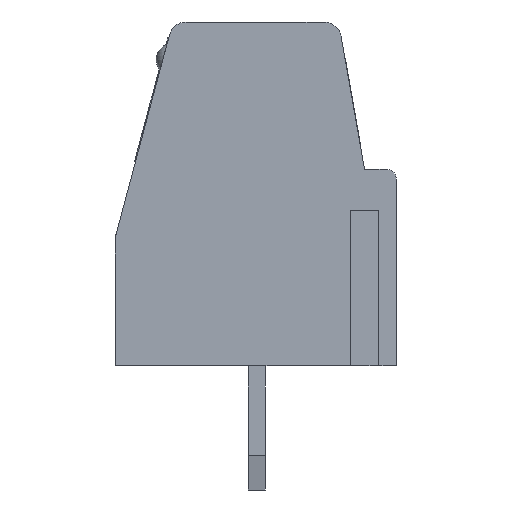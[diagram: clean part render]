
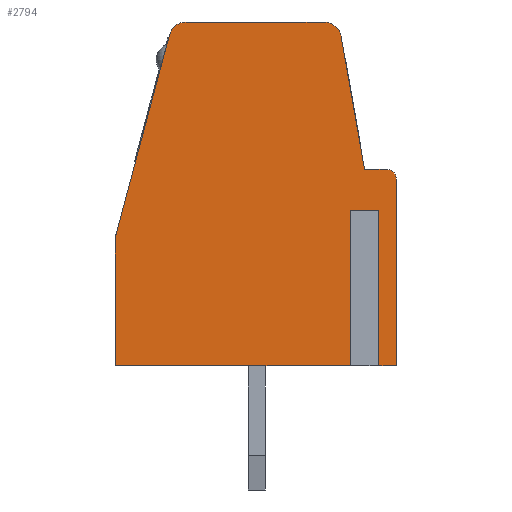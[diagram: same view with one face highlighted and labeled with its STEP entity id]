
A CAD part, left-side view. The second image highlights one B-rep face of the part: STEP entity #2794.
In plain terms, the highlighted planar face has unit normal (-1, 0, 0).
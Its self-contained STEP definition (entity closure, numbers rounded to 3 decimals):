
#2794=ADVANCED_FACE('',(#5174),#5175,.F.);
#5174=FACE_OUTER_BOUND('',#7908,.T.);
#5175=PLANE('',#7909);
#7908=EDGE_LOOP('',(#13158,#13159,#13160,#13161,#13162,#13163,#13164,#13165,#13166,#13167,#13168,#13169,#13170,#13171));
#7909=AXIS2_PLACEMENT_3D('',#13172,#13173,#13174);
#13158=ORIENTED_EDGE('',*,*,#15205,.F.);
#13159=ORIENTED_EDGE('',*,*,#15206,.F.);
#13160=ORIENTED_EDGE('',*,*,#15207,.F.);
#13161=ORIENTED_EDGE('',*,*,#15208,.F.);
#13162=ORIENTED_EDGE('',*,*,#15059,.F.);
#13163=ORIENTED_EDGE('',*,*,#15050,.F.);
#13164=ORIENTED_EDGE('',*,*,#15062,.T.);
#13165=ORIENTED_EDGE('',*,*,#15065,.F.);
#13166=ORIENTED_EDGE('',*,*,#15068,.T.);
#13167=ORIENTED_EDGE('',*,*,#15073,.T.);
#13168=ORIENTED_EDGE('',*,*,#15076,.T.);
#13169=ORIENTED_EDGE('',*,*,#15096,.T.);
#13170=ORIENTED_EDGE('',*,*,#15209,.T.);
#13171=ORIENTED_EDGE('',*,*,#15210,.F.);
#13172=CARTESIAN_POINT('',(0.,4.239,3.926));
#13173=DIRECTION('',(1.0,0.0,0.0));
#13174=DIRECTION('',(0.0,1.0,0.0));
#15050=EDGE_CURVE('',#17594,#17592,#17596,.T.);
#15059=EDGE_CURVE('',#17592,#17609,#17611,.T.);
#15062=EDGE_CURVE('',#17594,#17613,#17615,.T.);
#15065=EDGE_CURVE('',#17617,#17613,#17619,.T.);
#15068=EDGE_CURVE('',#17617,#17621,#17623,.T.);
#15073=EDGE_CURVE('',#17621,#17627,#17629,.T.);
#15076=EDGE_CURVE('',#17627,#17631,#17633,.T.);
#15096=EDGE_CURVE('',#17631,#17658,#17660,.T.);
#15205=EDGE_CURVE('',#17817,#17818,#17819,.T.);
#15206=EDGE_CURVE('',#17820,#17817,#17821,.T.);
#15207=EDGE_CURVE('',#17822,#17820,#17823,.T.);
#15208=EDGE_CURVE('',#17609,#17822,#17824,.T.);
#15209=EDGE_CURVE('',#17658,#17825,#17826,.T.);
#15210=EDGE_CURVE('',#17818,#17825,#17827,.T.);
#17592=VERTEX_POINT('',#21367);
#17594=VERTEX_POINT('',#21370);
#17596=CIRCLE('',#21373,0.3);
#17609=VERTEX_POINT('',#21392);
#17611=LINE('',#21395,#21396);
#17613=VERTEX_POINT('',#21398);
#17615=LINE('',#21401,#21402);
#17617=VERTEX_POINT('',#21404);
#17619=LINE('',#21407,#21408);
#17621=VERTEX_POINT('',#21410);
#17623=CIRCLE('',#21413,0.5);
#17627=VERTEX_POINT('',#21417);
#17629=LINE('',#21420,#21421);
#17631=VERTEX_POINT('',#21423);
#17633=CIRCLE('',#21426,0.5);
#17658=VERTEX_POINT('',#21458);
#17660=LINE('',#21461,#21462);
#17817=VERTEX_POINT('',#21692);
#17818=VERTEX_POINT('',#21693);
#17819=LINE('',#21694,#21695);
#17820=VERTEX_POINT('',#21696);
#17821=LINE('',#21697,#21698);
#17822=VERTEX_POINT('',#21699);
#17823=LINE('',#21700,#21701);
#17824=LINE('',#21702,#21703);
#17825=VERTEX_POINT('',#21704);
#17826=LINE('',#21705,#21706);
#17827=LINE('',#21707,#21708);
#21367=CARTESIAN_POINT('',(0.,0.,5.4));
#21370=CARTESIAN_POINT('',(0.,0.3,5.7));
#21373=AXIS2_PLACEMENT_3D('',#23168,#23169,#23170);
#21392=CARTESIAN_POINT('',(0.,0.,0.0));
#21395=CARTESIAN_POINT('',(0.,0.,3.926));
#21396=VECTOR('',#23178,1.0);
#21398=CARTESIAN_POINT('',(0.,0.928,5.7));
#21401=CARTESIAN_POINT('',(0.,0.,5.7));
#21402=VECTOR('',#23180,1.0);
#21404=CARTESIAN_POINT('',(0.,1.608,9.557));
#21407=CARTESIAN_POINT('',(0.,1.681,9.97));
#21408=VECTOR('',#23182,1.0);
#21410=CARTESIAN_POINT('',(0.,2.1,9.97));
#21413=AXIS2_PLACEMENT_3D('',#23184,#23185,#23186);
#21417=CARTESIAN_POINT('',(0.,6.097,9.97));
#21420=CARTESIAN_POINT('',(0.,1.625,9.97));
#21421=VECTOR('',#23194,1.0);
#21423=CARTESIAN_POINT('',(0.,6.58,9.599));
#21426=AXIS2_PLACEMENT_3D('',#23196,#23197,#23198);
#21458=CARTESIAN_POINT('',(0.,8.15,3.74));
#21461=CARTESIAN_POINT('',(0.,8.1,3.926));
#21462=VECTOR('',#23225,1.0);
#21692=CARTESIAN_POINT('',(0.,1.137,4.5));
#21693=CARTESIAN_POINT('',(0.,1.137,0.0));
#21694=CARTESIAN_POINT('',(0.,1.137,3.926));
#21695=VECTOR('',#23314,1.0);
#21696=CARTESIAN_POINT('',(0.,0.723,4.5));
#21697=CARTESIAN_POINT('',(0.,4.239,4.5));
#21698=VECTOR('',#23315,1.0);
#21699=CARTESIAN_POINT('',(0.,0.723,0.0));
#21700=CARTESIAN_POINT('',(0.,0.723,3.926));
#21701=VECTOR('',#23316,1.0);
#21702=CARTESIAN_POINT('',(0.,0.,0.0));
#21703=VECTOR('',#23317,1.0);
#21704=CARTESIAN_POINT('',(0.,8.15,0.0));
#21705=CARTESIAN_POINT('',(0.,8.15,3.926));
#21706=VECTOR('',#23318,1.0);
#21707=CARTESIAN_POINT('',(0.,0.,0.0));
#21708=VECTOR('',#23319,1.0);
#23168=CARTESIAN_POINT('',(0.,0.3,5.4));
#23169=DIRECTION('',(1.0,0.0,0.0));
#23170=DIRECTION('',(0.0,1.0,0.0));
#23178=DIRECTION('',(0.0,0.0,-1.0));
#23180=DIRECTION('',(0.0,1.0,0.0));
#23182=DIRECTION('',(0.0,-0.174,-0.985));
#23184=CARTESIAN_POINT('',(0.,2.1,9.47));
#23185=DIRECTION('',(-1.0,0.0,0.0));
#23186=DIRECTION('',(0.0,-1.0,0.0));
#23194=DIRECTION('',(0.0,1.0,0.0));
#23196=CARTESIAN_POINT('',(0.,6.097,9.47));
#23197=DIRECTION('',(-1.0,0.0,0.0));
#23198=DIRECTION('',(0.0,-1.0,0.0));
#23225=DIRECTION('',(0.0,0.259,-0.966));
#23314=DIRECTION('',(0.0,0.0,-1.0));
#23315=DIRECTION('',(0.0,1.0,0.0));
#23316=DIRECTION('',(0.0,0.0,1.0));
#23317=DIRECTION('',(0.0,1.0,0.0));
#23318=DIRECTION('',(0.0,0.0,-1.0));
#23319=DIRECTION('',(0.0,1.0,0.0));
